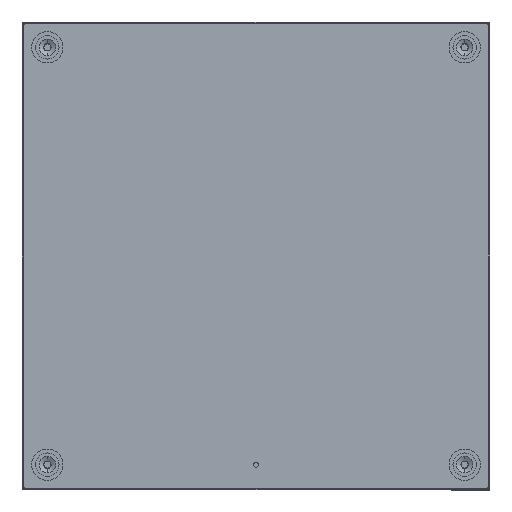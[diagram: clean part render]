
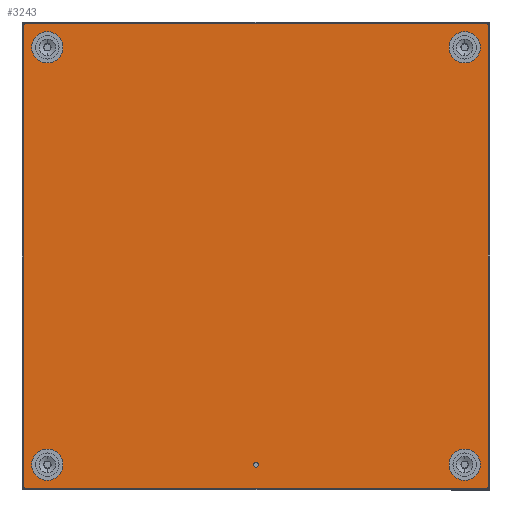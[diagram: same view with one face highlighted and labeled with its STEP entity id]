
A CAD part, front view. The second image highlights one B-rep face of the part: STEP entity #3243.
In plain terms, the highlighted planar face has unit normal (0, -1, 0).
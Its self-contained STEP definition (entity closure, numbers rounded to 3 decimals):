
#155 = CARTESIAN_POINT ( 'NONE',  ( -593., 0., 595. ) ) ;
#196 = EDGE_CURVE ( 'NONE', #1928, #428, #3978, .T. ) ;
#361 = CARTESIAN_POINT ( 'NONE',  ( 0., 0., -535. ) ) ;
#389 = LINE ( 'NONE', #1676, #5957 ) ;
#428 = VERTEX_POINT ( 'NONE', #3876 ) ;
#443 = AXIS2_PLACEMENT_3D ( 'NONE', #4492, #4520, #5016 ) ;
#554 = VERTEX_POINT ( 'NONE', #5468 ) ;
#623 = EDGE_CURVE ( 'NONE', #3207, #4387, #820, .T. ) ;
#684 = ORIENTED_EDGE ( 'NONE', *, *, #1672, .F. ) ;
#757 = DIRECTION ( 'NONE',  ( 0., 0., 1. ) ) ;
#820 = CIRCLE ( 'NONE', #2440, 2. ) ;
#941 = ORIENTED_EDGE ( 'NONE', *, *, #1403, .T. ) ;
#993 = CARTESIAN_POINT ( 'NONE',  ( 595., 0., 593. ) ) ;
#1000 = CIRCLE ( 'NONE', #4320, 2. ) ;
#1181 = ORIENTED_EDGE ( 'NONE', *, *, #1524, .F. ) ;
#1208 = VERTEX_POINT ( 'NONE', #993 ) ;
#1278 = DIRECTION ( 'NONE',  ( 0., 1., 0. ) ) ;
#1378 = CARTESIAN_POINT ( 'NONE',  ( -593., 0., -595. ) ) ;
#1403 = EDGE_CURVE ( 'NONE', #1737, #1444, #2366, .T. ) ;
#1444 = VERTEX_POINT ( 'NONE', #3457 ) ;
#1524 = EDGE_CURVE ( 'NONE', #428, #1208, #2963, .T. ) ;
#1543 = EDGE_LOOP ( 'NONE', ( #1181, #6117, #5134, #3422, #5370, #684, #3149, #2431 ) ) ;
#1549 = CIRCLE ( 'NONE', #5255, 6.5 ) ;
#1581 = DIRECTION ( 'NONE',  ( 1., 0., 0. ) ) ;
#1616 = EDGE_CURVE ( 'NONE', #554, #2166, #389, .T. ) ;
#1672 = EDGE_CURVE ( 'NONE', #4387, #1855, #4253, .T. ) ;
#1676 = CARTESIAN_POINT ( 'NONE',  ( -595., 0., -593. ) ) ;
#1718 = DIRECTION ( 'NONE',  ( 0., 0., -1. ) ) ;
#1737 = VERTEX_POINT ( 'NONE', #2696 ) ;
#1745 = DIRECTION ( 'NONE',  ( 0., 0., 1. ) ) ;
#1815 = PLANE ( 'NONE',  #2108 ) ;
#1855 = VERTEX_POINT ( 'NONE', #1378 ) ;
#1928 = VERTEX_POINT ( 'NONE', #4810 ) ;
#2108 = AXIS2_PLACEMENT_3D ( 'NONE', #3742, #1278, #4750 ) ;
#2166 = VERTEX_POINT ( 'NONE', #2259 ) ;
#2259 = CARTESIAN_POINT ( 'NONE',  ( -595., 0., 593. ) ) ;
#2331 = DIRECTION ( 'NONE',  ( 0., 0., 1. ) ) ;
#2361 = VECTOR ( 'NONE', #5593, 1000. ) ;
#2366 = CIRCLE ( 'NONE', #3472, 6.5 ) ;
#2431 = ORIENTED_EDGE ( 'NONE', *, *, #4426, .F. ) ;
#2440 = AXIS2_PLACEMENT_3D ( 'NONE', #5022, #3202, #1718 ) ;
#2696 = CARTESIAN_POINT ( 'NONE',  ( 0., 0., -528.5 ) ) ;
#2822 = FACE_BOUND ( 'NONE', #6178, .T. ) ;
#2859 = AXIS2_PLACEMENT_3D ( 'NONE', #3158, #5076, #757 ) ;
#2934 = CARTESIAN_POINT ( 'NONE',  ( 595., 0., -593. ) ) ;
#2963 = CIRCLE ( 'NONE', #2859, 2. ) ;
#3063 = DIRECTION ( 'NONE',  ( 0., 1., 0. ) ) ;
#3149 = ORIENTED_EDGE ( 'NONE', *, *, #623, .F. ) ;
#3158 = CARTESIAN_POINT ( 'NONE',  ( 593., 0., 593. ) ) ;
#3202 = DIRECTION ( 'NONE',  ( 0., 1., 0. ) ) ;
#3207 = VERTEX_POINT ( 'NONE', #6182 ) ;
#3219 = EDGE_CURVE ( 'NONE', #2166, #1928, #1000, .T. ) ;
#3243 = ADVANCED_FACE ( 'NONE', ( #3306, #2822 ), #1815, .F. ) ;
#3306 = FACE_OUTER_BOUND ( 'NONE', #1543, .T. ) ;
#3415 = LINE ( 'NONE', #2934, #4454 ) ;
#3422 = ORIENTED_EDGE ( 'NONE', *, *, #1616, .F. ) ;
#3457 = CARTESIAN_POINT ( 'NONE',  ( 0., 0., -541.5 ) ) ;
#3472 = AXIS2_PLACEMENT_3D ( 'NONE', #4461, #3063, #5872 ) ;
#3499 = EDGE_CURVE ( 'NONE', #1855, #554, #6162, .T. ) ;
#3594 = DIRECTION ( 'NONE',  ( 0., 0., 1. ) ) ;
#3682 = EDGE_CURVE ( 'NONE', #1444, #1737, #1549, .T. ) ;
#3742 = CARTESIAN_POINT ( 'NONE',  ( 593., 0., 593. ) ) ;
#3777 = DIRECTION ( 'NONE',  ( 0., 1., 0. ) ) ;
#3876 = CARTESIAN_POINT ( 'NONE',  ( 593., 0., 595. ) ) ;
#3887 = VECTOR ( 'NONE', #1581, 1000. ) ;
#3978 = LINE ( 'NONE', #155, #3887 ) ;
#4253 = LINE ( 'NONE', #5701, #2361 ) ;
#4320 = AXIS2_PLACEMENT_3D ( 'NONE', #5722, #3777, #2331 ) ;
#4387 = VERTEX_POINT ( 'NONE', #4397 ) ;
#4397 = CARTESIAN_POINT ( 'NONE',  ( 593., 0., -595. ) ) ;
#4426 = EDGE_CURVE ( 'NONE', #1208, #3207, #3415, .T. ) ;
#4454 = VECTOR ( 'NONE', #5917, 1000. ) ;
#4461 = CARTESIAN_POINT ( 'NONE',  ( 0., 0., -535. ) ) ;
#4492 = CARTESIAN_POINT ( 'NONE',  ( -593., 0., -593. ) ) ;
#4520 = DIRECTION ( 'NONE',  ( 0., 1., 0. ) ) ;
#4712 = DIRECTION ( 'NONE',  ( 0., 1., 0. ) ) ;
#4750 = DIRECTION ( 'NONE',  ( 0., 0., 1. ) ) ;
#4810 = CARTESIAN_POINT ( 'NONE',  ( -593., 0., 595. ) ) ;
#5016 = DIRECTION ( 'NONE',  ( 0., 0., 1. ) ) ;
#5022 = CARTESIAN_POINT ( 'NONE',  ( 593., 0., -593. ) ) ;
#5076 = DIRECTION ( 'NONE',  ( 0., 1., 0. ) ) ;
#5134 = ORIENTED_EDGE ( 'NONE', *, *, #3219, .F. ) ;
#5255 = AXIS2_PLACEMENT_3D ( 'NONE', #361, #4712, #1745 ) ;
#5370 = ORIENTED_EDGE ( 'NONE', *, *, #3499, .F. ) ;
#5468 = CARTESIAN_POINT ( 'NONE',  ( -595., 0., -593. ) ) ;
#5593 = DIRECTION ( 'NONE',  ( -1., 0., 0. ) ) ;
#5631 = ORIENTED_EDGE ( 'NONE', *, *, #3682, .T. ) ;
#5701 = CARTESIAN_POINT ( 'NONE',  ( -593., 0., -595. ) ) ;
#5722 = CARTESIAN_POINT ( 'NONE',  ( -593., 0., 593. ) ) ;
#5872 = DIRECTION ( 'NONE',  ( 0., 0., 1. ) ) ;
#5917 = DIRECTION ( 'NONE',  ( 0., 0., -1. ) ) ;
#5957 = VECTOR ( 'NONE', #3594, 1000. ) ;
#6117 = ORIENTED_EDGE ( 'NONE', *, *, #196, .F. ) ;
#6162 = CIRCLE ( 'NONE', #443, 2. ) ;
#6178 = EDGE_LOOP ( 'NONE', ( #5631, #941 ) ) ;
#6182 = CARTESIAN_POINT ( 'NONE',  ( 595., 0., -593. ) ) ;
